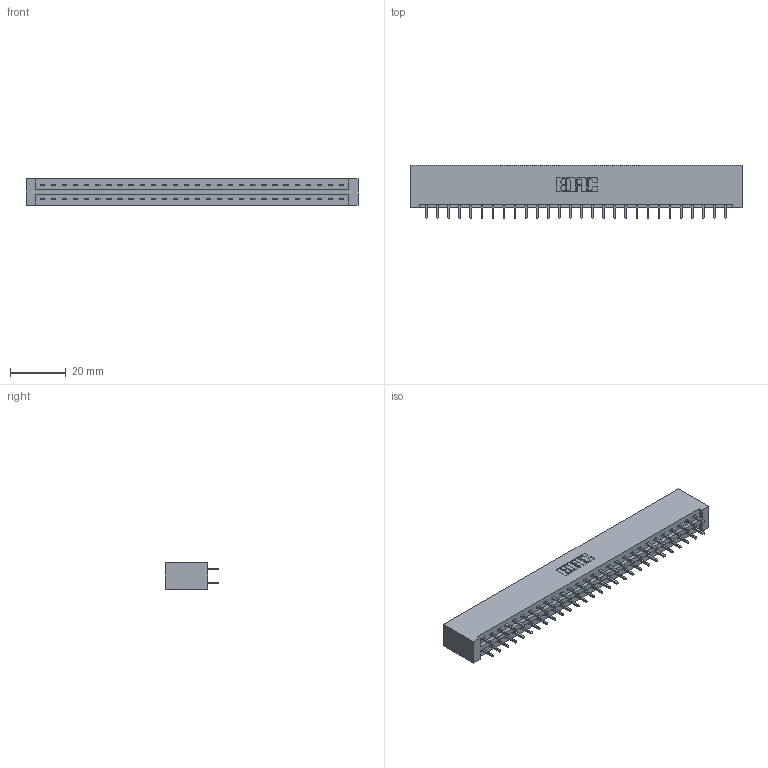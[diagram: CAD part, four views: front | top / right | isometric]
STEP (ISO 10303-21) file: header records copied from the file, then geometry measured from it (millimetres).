
FILE_DESCRIPTION (( 'STEP AP203' ), '1' );
FILE_NAME ('337-056-521-201.STEP', '2019-10-09T18:49:07', ( '' ), ( '' ), 'SwSTEP 2.0', 'SolidWorks 2016', '' );
FILE_SCHEMA (( 'CONFIG_CONTROL_DESIGN' ));
Length unit declared in the file: inch
Products named in the file (3): 337 Part_No Mounting Lugs; 345-292-001_345-293-121; 337-056-521-201
Assembly tree (57 placements, depth 2):
  337-056-521-201
    337 Part_No Mounting Lugs
    345-292-001_345-293-121  x56
Bounding box: 118.82 x 19.06 x 9.4 mm (x, y, z)
Volume: 13073.8 mm3; surface area: 14534.1 mm2
Topology: 57 solids, 57 shells, 3130 faces, 9303 edges, 6126 vertices
Faces by surface type: plane 2194, cylinder 936
Entity records: 23261 total; most frequent: CARTESIAN_POINT 3930, ORIENTED_EDGE 3866, DIRECTION 3361, EDGE_CURVE 1933, LINE 1813, VECTOR 1813, VERTEX_POINT 1286, AXIS2_PLACEMENT_3D 774
